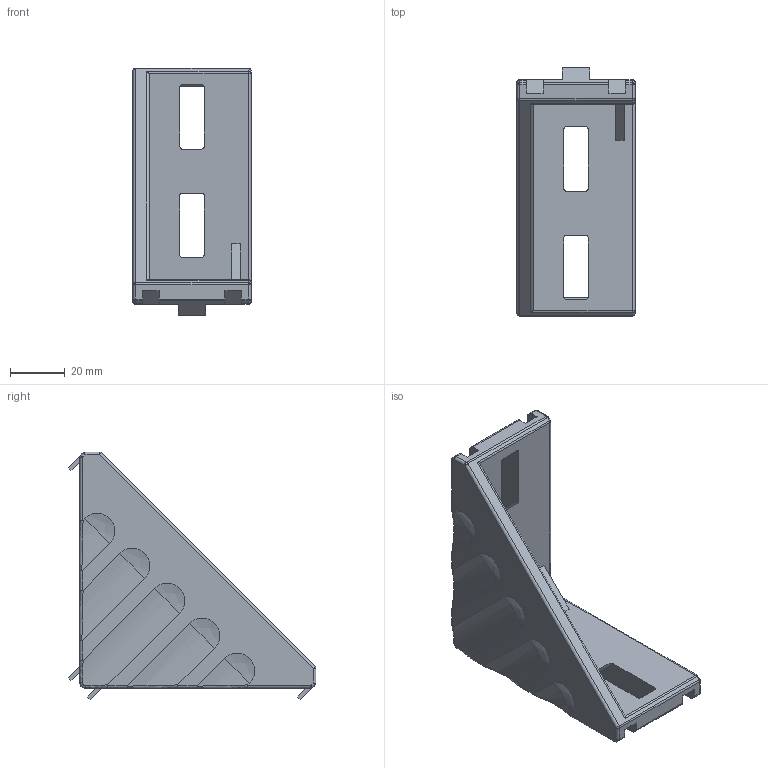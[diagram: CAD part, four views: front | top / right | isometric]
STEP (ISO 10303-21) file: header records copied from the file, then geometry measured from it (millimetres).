
FILE_DESCRIPTION((''),'2;1');
FILE_NAME('AR3625.stp','2022-01-18T10:02:30',('arma01'),(''),'Autodesk Inventor 2013','Autodesk Inventor 2013','');
FILE_SCHEMA(('AUTOMOTIVE_DESIGN { 1 0 10303 214 1 1 1 1 }'));
Length unit declared in the file: millimetre
Products named in the file (1): AR3625
Bounding box: 43 x 90.24 x 90.24 mm (x, y, z)
Volume: 55767.1 mm3; surface area: 26983.7 mm2
Topology: 1 solids, 1 shells, 208 faces, 561 edges, 353 vertices
Faces by surface type: plane 104, cylinder 77, sphere 19, bspline 8
Entity records: 6922 total; most frequent: CARTESIAN_POINT 1614, ORIENTED_EDGE 1122, DIRECTION 1098, EDGE_CURVE 561, VECTOR 382, LINE 382, AXIS2_PLACEMENT_3D 358, VERTEX_POINT 353
